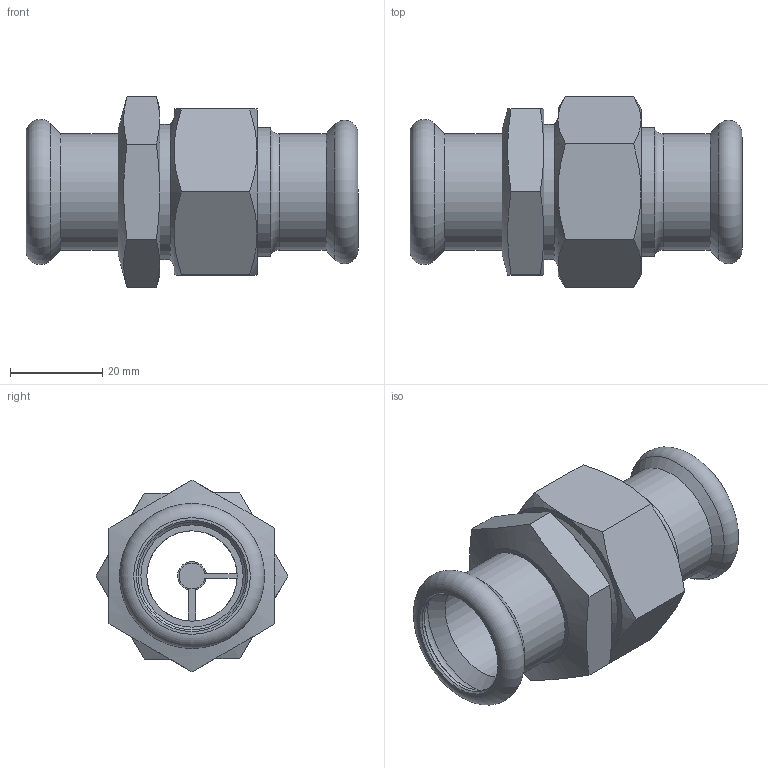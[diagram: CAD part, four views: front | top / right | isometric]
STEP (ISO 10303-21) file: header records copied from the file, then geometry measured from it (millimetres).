
FILE_DESCRIPTION(/* description */ (''),/* implementation_level */ '2;1');
FILE_NAME(/* name */ '35322.stp',/* time_stamp */ '2014-04-01T20:49:49+02:00',/* author */ ('bruh'),/* organization */ (''),/* preprocessor_version */ 'ST-DEVELOPER v15.2',/* originating_system */ 'Autodesk Inventor 2014',/* authorisation */ '');
FILE_SCHEMA (('AUTOMOTIVE_DESIGN { 1 0 10303 214 3 1 1 }'));
Length unit declared in the file: millimetre
Products named in the file (5): 102035; 101247; 101136; 400784; 35322
Bounding box: 72 x 41.57 x 41.57 mm (x, y, z)
Volume: 27866.3 mm3; surface area: 19218.6 mm2
Topology: 3 solids, 3 shells, 84 faces, 180 edges, 108 vertices
Faces by surface type: cone 31, plane 30, cylinder 16, torus 7
Full cylindrical faces by diameter (mm): 19.6 x2, 22.2 x2, 23.3 x2, 25.2 x2, 28 x2, 28.1 x1, 29.3 x1, 30.291 x1, 33.249 x1
Entity records: 2151 total; most frequent: CARTESIAN_POINT 415, DIRECTION 350, ORIENTED_EDGE 276, AXIS2_PLACEMENT_3D 161, EDGE_CURVE 138, EDGE_LOOP 130, VERTEX_POINT 100, ADVANCED_FACE 84
